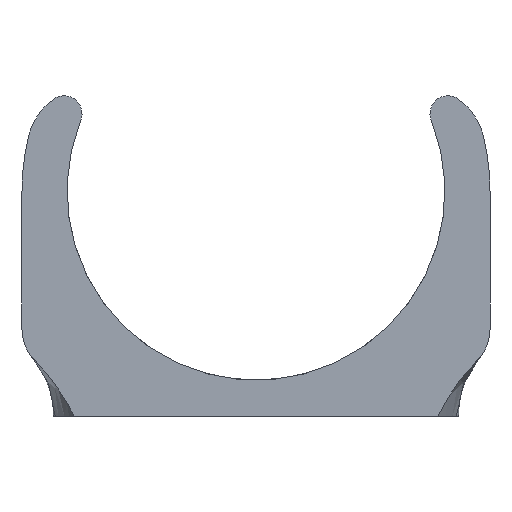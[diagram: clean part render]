
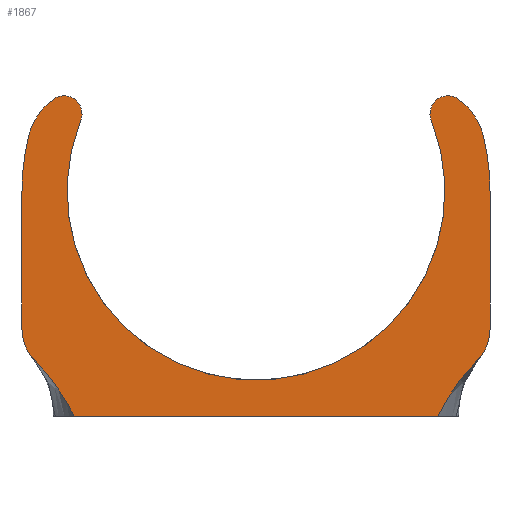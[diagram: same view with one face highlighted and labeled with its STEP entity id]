
A CAD part, left-side view. The second image highlights one B-rep face of the part: STEP entity #1867.
In plain terms, the highlighted planar face has unit normal (-1, 0, 0).
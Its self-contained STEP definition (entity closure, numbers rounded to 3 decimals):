
#95=PLANE('',#2101);
#201=LINE('',#4020,#287);
#202=LINE('',#4022,#288);
#226=LINE('',#4278,#312);
#287=VECTOR('',#2471,10.);
#288=VECTOR('',#2474,10.);
#312=VECTOR('',#2616,10.);
#429=FACE_OUTER_BOUND('',#543,.T.);
#543=EDGE_LOOP('',(#1729,#1730,#1731,#1732,#1733,#1734,#1735,#1736,#1737,
#1738,#1739,#1740,#1741,#1742));
#554=CIRCLE('',#1900,2.5);
#568=CIRCLE('',#1916,2.5);
#641=CIRCLE('',#2036,10.5);
#649=CIRCLE('',#2048,3.6);
#650=CIRCLE('',#2050,3.6);
#651=CIRCLE('',#2052,13.);
#674=CIRCLE('',#2096,1.);
#675=CIRCLE('',#2098,1.);
#676=CIRCLE('',#2100,13.);
#690=B_SPLINE_CURVE_WITH_KNOTS('',3,(#2898,#2899,#2900,#2901,#2902,#2903),
 .UNSPECIFIED.,.F.,.F.,(4,2,4),(0.,0.265,0.408),
 .UNSPECIFIED.);
#702=B_SPLINE_CURVE_WITH_KNOTS('',3,(#3325,#3326,#3327,#3328,#3329,#3330),
 .UNSPECIFIED.,.F.,.F.,(4,2,4),(0.371,0.489,0.708),
 .UNSPECIFIED.);
#756=VERTEX_POINT('',#2827);
#757=VERTEX_POINT('',#2833);
#762=VERTEX_POINT('',#2874);
#765=VERTEX_POINT('',#2892);
#783=VERTEX_POINT('',#3065);
#794=VERTEX_POINT('',#3324);
#873=VERTEX_POINT('',#3974);
#874=VERTEX_POINT('',#3976);
#883=VERTEX_POINT('',#4018);
#892=VERTEX_POINT('',#4040);
#893=VERTEX_POINT('',#4041);
#894=VERTEX_POINT('',#4046);
#895=VERTEX_POINT('',#4048);
#896=VERTEX_POINT('',#4052);
#936=EDGE_CURVE('',#757,#756,#554,.T.);
#946=EDGE_CURVE('',#765,#762,#690,.T.);
#967=EDGE_CURVE('',#765,#783,#568,.T.);
#986=EDGE_CURVE('',#756,#794,#702,.F.);
#1117=EDGE_CURVE('',#874,#873,#641,.T.);
#1129=EDGE_CURVE('',#783,#883,#201,.T.);
#1130=EDGE_CURVE('',#794,#762,#202,.T.);
#1139=EDGE_CURVE('',#892,#893,#649,.T.);
#1143=EDGE_CURVE('',#894,#895,#650,.T.);
#1146=EDGE_CURVE('',#894,#896,#651,.T.);
#1187=EDGE_CURVE('',#874,#892,#674,.T.);
#1188=EDGE_CURVE('',#895,#873,#675,.T.);
#1189=EDGE_CURVE('',#883,#893,#676,.T.);
#1190=EDGE_CURVE('',#757,#896,#226,.T.);
#1729=ORIENTED_EDGE('',*,*,#1129,.T.);
#1730=ORIENTED_EDGE('',*,*,#1189,.T.);
#1731=ORIENTED_EDGE('',*,*,#1139,.F.);
#1732=ORIENTED_EDGE('',*,*,#1187,.F.);
#1733=ORIENTED_EDGE('',*,*,#1117,.T.);
#1734=ORIENTED_EDGE('',*,*,#1188,.F.);
#1735=ORIENTED_EDGE('',*,*,#1143,.F.);
#1736=ORIENTED_EDGE('',*,*,#1146,.T.);
#1737=ORIENTED_EDGE('',*,*,#1190,.F.);
#1738=ORIENTED_EDGE('',*,*,#936,.T.);
#1739=ORIENTED_EDGE('',*,*,#986,.T.);
#1740=ORIENTED_EDGE('',*,*,#1130,.T.);
#1741=ORIENTED_EDGE('',*,*,#946,.F.);
#1742=ORIENTED_EDGE('',*,*,#967,.T.);
#1867=ADVANCED_FACE('',(#429),#95,.T.);
#1900=AXIS2_PLACEMENT_3D('',#2834,#2131,#2132);
#1916=AXIS2_PLACEMENT_3D('',#3067,#2170,#2171);
#2036=AXIS2_PLACEMENT_3D('',#3977,#2455,#2456);
#2048=AXIS2_PLACEMENT_3D('',#4042,#2489,#2490);
#2050=AXIS2_PLACEMENT_3D('',#4049,#2496,#2497);
#2052=AXIS2_PLACEMENT_3D('',#4054,#2502,#2503);
#2096=AXIS2_PLACEMENT_3D('',#4272,#2604,#2605);
#2098=AXIS2_PLACEMENT_3D('',#4274,#2608,#2609);
#2100=AXIS2_PLACEMENT_3D('',#4276,#2612,#2613);
#2101=AXIS2_PLACEMENT_3D('',#4277,#2614,#2615);
#2131=DIRECTION('center_axis',(-1.,0.,0.));
#2132=DIRECTION('ref_axis',(0.,0.,-1.));
#2170=DIRECTION('center_axis',(-1.,0.,0.));
#2171=DIRECTION('ref_axis',(0.,0.,-1.));
#2455=DIRECTION('center_axis',(1.,0.,0.));
#2456=DIRECTION('ref_axis',(0.,0.,1.));
#2471=DIRECTION('',(0.,0.,1.));
#2474=DIRECTION('',(0.,-1.,0.));
#2489=DIRECTION('center_axis',(1.,0.,0.));
#2490=DIRECTION('ref_axis',(0.,-0.972,0.234));
#2496=DIRECTION('center_axis',(1.,0.,0.));
#2497=DIRECTION('ref_axis',(0.,0.972,0.234));
#2502=DIRECTION('center_axis',(-1.,0.,0.));
#2503=DIRECTION('ref_axis',(0.,0.,-1.));
#2604=DIRECTION('center_axis',(1.,0.,0.));
#2605=DIRECTION('ref_axis',(0.,0.639,0.769));
#2608=DIRECTION('center_axis',(1.,0.,0.));
#2609=DIRECTION('ref_axis',(0.,-0.639,0.769));
#2612=DIRECTION('center_axis',(-1.,0.,0.));
#2613=DIRECTION('ref_axis',(0.,0.,-1.));
#2614=DIRECTION('center_axis',(-1.,0.,0.));
#2615=DIRECTION('ref_axis',(0.,-1.,0.));
#2616=DIRECTION('',(0.,0.,1.));
#2827=CARTESIAN_POINT('',(-27.5,12.222,3.023));
#2833=CARTESIAN_POINT('',(-27.5,13.,4.835));
#2834=CARTESIAN_POINT('Origin',(-27.5,10.5,4.835));
#2874=CARTESIAN_POINT('',(-27.5,-10.088,0.));
#2892=CARTESIAN_POINT('',(-27.5,-12.222,3.023));
#2898=CARTESIAN_POINT('Ctrl Pts',(-27.5,-12.222,3.023));
#2899=CARTESIAN_POINT('Ctrl Pts',(-27.5,-11.582,2.415));
#2900=CARTESIAN_POINT('Ctrl Pts',(-27.5,-11.095,1.721));
#2901=CARTESIAN_POINT('Ctrl Pts',(-27.5,-10.473,0.696));
#2902=CARTESIAN_POINT('Ctrl Pts',(-27.5,-10.273,0.337));
#2903=CARTESIAN_POINT('Ctrl Pts',(-27.5,-10.088,0.));
#3065=CARTESIAN_POINT('',(-27.5,-13.,4.835));
#3067=CARTESIAN_POINT('Origin',(-27.5,-10.5,4.835));
#3324=CARTESIAN_POINT('',(-27.5,10.088,0.));
#3325=CARTESIAN_POINT('Ctrl Pts',(-27.5,10.088,0.));
#3326=CARTESIAN_POINT('Ctrl Pts',(-27.5,10.273,0.337));
#3327=CARTESIAN_POINT('Ctrl Pts',(-27.5,10.473,0.696));
#3328=CARTESIAN_POINT('Ctrl Pts',(-27.5,11.095,1.721));
#3329=CARTESIAN_POINT('Ctrl Pts',(-27.5,11.582,2.415));
#3330=CARTESIAN_POINT('Ctrl Pts',(-27.5,12.222,3.023));
#3974=CARTESIAN_POINT('',(-27.5,9.737,16.429));
#3976=CARTESIAN_POINT('',(-27.5,-9.737,16.429));
#3977=CARTESIAN_POINT('Origin',(-27.5,0.,12.5));
#4018=CARTESIAN_POINT('',(-27.5,-13.,12.5));
#4020=CARTESIAN_POINT('',(-27.5,-13.,0.));
#4022=CARTESIAN_POINT('',(-27.5,13.,0.));
#4040=CARTESIAN_POINT('',(-27.5,-11.202,17.646));
#4041=CARTESIAN_POINT('',(-27.5,-12.64,15.537));
#4042=CARTESIAN_POINT('Origin',(-27.5,-9.14,14.696));
#4046=CARTESIAN_POINT('',(-27.5,12.64,15.537));
#4048=CARTESIAN_POINT('',(-27.5,11.202,17.646));
#4049=CARTESIAN_POINT('Origin',(-27.5,9.14,14.696));
#4052=CARTESIAN_POINT('',(-27.5,13.,12.5));
#4054=CARTESIAN_POINT('Origin',(-27.5,0.,12.5));
#4272=CARTESIAN_POINT('Origin',(-27.5,-10.664,16.803));
#4274=CARTESIAN_POINT('Origin',(-27.5,10.664,16.803));
#4276=CARTESIAN_POINT('Origin',(-27.5,0.,12.5));
#4277=CARTESIAN_POINT('Origin',(-27.5,13.,0.));
#4278=CARTESIAN_POINT('',(-27.5,13.,0.));
